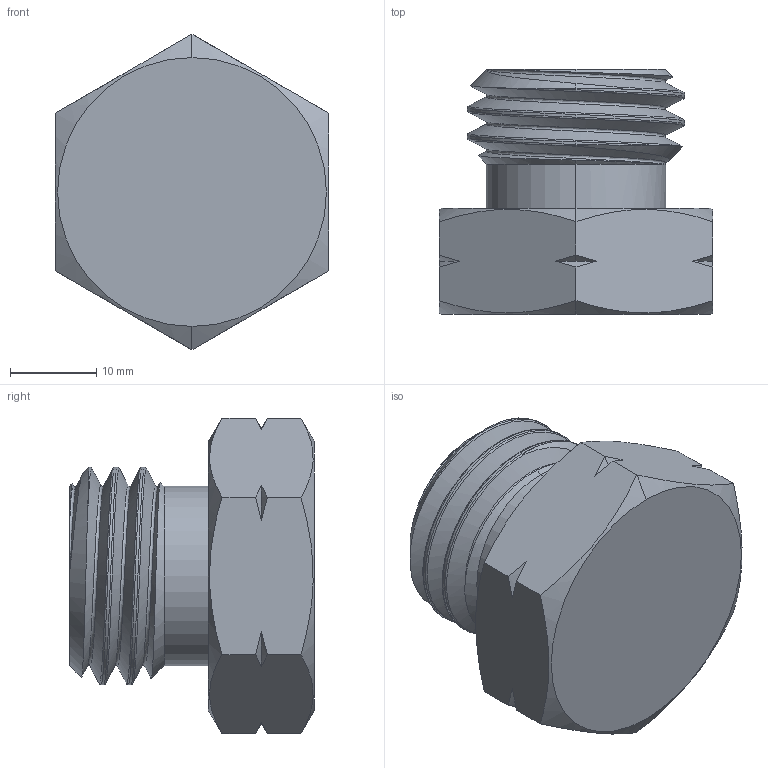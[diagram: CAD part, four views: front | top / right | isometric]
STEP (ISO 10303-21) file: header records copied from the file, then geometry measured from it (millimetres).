
FILE_DESCRIPTION (( 'STEP AP203' ), '1' );
FILE_NAME ('AD-DIN5MSS-BL.STEP', '2025-09-22T15:49:03', ( '' ), ( '' ), 'SwSTEP 2.0', 'SolidWorks 2018', '' );
FILE_SCHEMA (( 'CONFIG_CONTROL_DESIGN' ));
Length unit declared in the file: inch
Products named in the file (1): AD-DIN5MSS-BL
Bounding box: 31.75 x 28.45 x 36.66 mm (x, y, z)
Volume: 16274.2 mm3; surface area: 4980.5 mm2
Topology: 1 solids, 1 shells, 135 faces, 364 edges, 238 vertices
Faces by surface type: bspline 50, plane 47, cone 28, cylinder 10
Entity records: 8795 total; most frequent: CARTESIAN_POINT 5806, ORIENTED_EDGE 724, DIRECTION 398, EDGE_CURVE 362, VERTEX_POINT 238, VECTOR 172, LINE 172, B_SPLINE_CURVE_WITH_KNOTS 147
